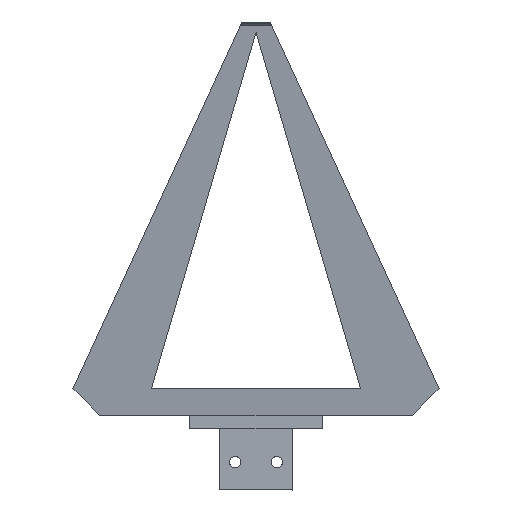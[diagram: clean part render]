
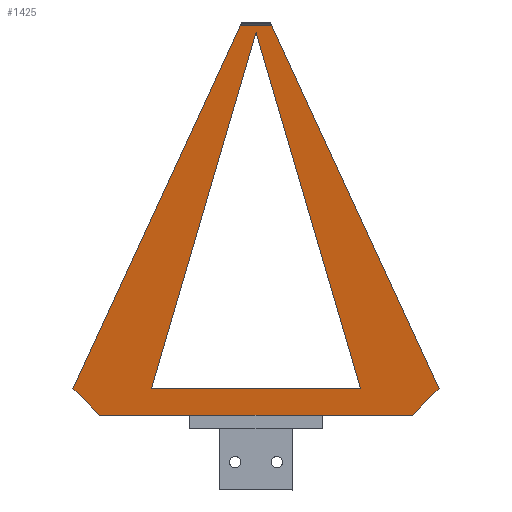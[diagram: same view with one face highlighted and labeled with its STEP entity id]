
A CAD part, front view. The second image highlights one B-rep face of the part: STEP entity #1425.
In plain terms, the highlighted planar face has unit normal (0, -0.994, -0.111).
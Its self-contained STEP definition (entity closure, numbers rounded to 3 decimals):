
#5 = CARTESIAN_POINT ( 'NONE',  ( 20.054, 32.39, -16.946 ) ) ;
#16 = CARTESIAN_POINT ( 'NONE',  ( 45., 29.6, 8. ) ) ;
#37 = DIRECTION ( 'NONE',  ( -1., 0., 0. ) ) ;
#61 = CARTESIAN_POINT ( 'NONE',  ( -4.461, 17.1, 119.75 ) ) ;
#65 = ORIENTED_EDGE ( 'NONE', *, *, #1278, .T. ) ;
#77 = CARTESIAN_POINT ( 'NONE',  ( 0., 17.324, 117.75 ) ) ;
#86 = FACE_BOUND ( 'NONE', #1080, .T. ) ;
#144 = VECTOR ( 'NONE', #1416, 1000. ) ;
#148 = VECTOR ( 'NONE', #417, 1000. ) ;
#158 = LINE ( 'NONE', #315, #1528 ) ;
#198 = LINE ( 'NONE', #1773, #603 ) ;
#204 = EDGE_CURVE ( 'NONE', #1846, #273, #407, .T. ) ;
#214 = CARTESIAN_POINT ( 'NONE',  ( -52.5, 29.6, 8. ) ) ;
#272 = CARTESIAN_POINT ( 'NONE',  ( 48.213, 27.72, 24.803 ) ) ;
#273 = VERTEX_POINT ( 'NONE', #1441 ) ;
#313 = VERTEX_POINT ( 'NONE', #420 ) ;
#315 = CARTESIAN_POINT ( 'NONE',  ( -52.5, 29.6, 8. ) ) ;
#340 = EDGE_CURVE ( 'NONE', #1643, #1444, #552, .T. ) ;
#382 = VECTOR ( 'NONE', #1598, 1000. ) ;
#383 = ORIENTED_EDGE ( 'NONE', *, *, #1107, .F. ) ;
#393 = ORIENTED_EDGE ( 'NONE', *, *, #971, .F. ) ;
#407 = LINE ( 'NONE', #967, #148 ) ;
#417 = DIRECTION ( 'NONE',  ( -1., 0., 0. ) ) ;
#420 = CARTESIAN_POINT ( 'NONE',  ( -52.5, 28.761, 15.5 ) ) ;
#430 = EDGE_CURVE ( 'NONE', #740, #273, #158, .T. ) ;
#442 = LINE ( 'NONE', #1612, #1552 ) ;
#497 = CARTESIAN_POINT ( 'NONE',  ( -20.054, 32.39, -16.946 ) ) ;
#506 = CARTESIAN_POINT ( 'NONE',  ( -30., 28.761, 15.5 ) ) ;
#523 = CARTESIAN_POINT ( 'NONE',  ( 4.461, 17.1, 119.75 ) ) ;
#530 = VECTOR ( 'NONE', #702, 1000. ) ;
#552 = LINE ( 'NONE', #690, #382 ) ;
#568 = AXIS2_PLACEMENT_3D ( 'NONE', #214, #804, #947 ) ;
#589 = CARTESIAN_POINT ( 'NONE',  ( -45., 29.6, 8. ) ) ;
#597 = DIRECTION ( 'NONE',  ( 1., 0., 0. ) ) ;
#603 = VECTOR ( 'NONE', #784, 1000. ) ;
#613 = VERTEX_POINT ( 'NONE', #523 ) ;
#637 = ORIENTED_EDGE ( 'NONE', *, *, #915, .T. ) ;
#645 = LINE ( 'NONE', #754, #758 ) ;
#658 = PLANE ( 'NONE',  #568 ) ;
#661 = LINE ( 'NONE', #497, #144 ) ;
#690 = CARTESIAN_POINT ( 'NONE',  ( 31.067, 29.168, 11.863 ) ) ;
#702 = DIRECTION ( 'NONE',  ( -0.705, 0.079, -0.705 ) ) ;
#713 = DIRECTION ( 'NONE',  ( -0.28, 0.107, -0.954 ) ) ;
#715 = DIRECTION ( 'NONE',  ( -0.416, -0.101, 0.904 ) ) ;
#740 = VERTEX_POINT ( 'NONE', #589 ) ;
#754 = CARTESIAN_POINT ( 'NONE',  ( 0., 28.761, 15.5 ) ) ;
#758 = VECTOR ( 'NONE', #37, 1000. ) ;
#767 = EDGE_CURVE ( 'NONE', #1181, #613, #1732, .T. ) ;
#775 = CARTESIAN_POINT ( 'NONE',  ( 52.5, 28.761, 15.5 ) ) ;
#783 = CARTESIAN_POINT ( 'NONE',  ( -52.5, 29.6, 8. ) ) ;
#784 = DIRECTION ( 'NONE',  ( 0.416, -0.101, 0.904 ) ) ;
#801 = ORIENTED_EDGE ( 'NONE', *, *, #907, .F. ) ;
#804 = DIRECTION ( 'NONE',  ( 0., 0.994, 0.111 ) ) ;
#806 = LINE ( 'NONE', #821, #1247 ) ;
#817 = FACE_OUTER_BOUND ( 'NONE', #1887, .T. ) ;
#821 = CARTESIAN_POINT ( 'NONE',  ( -52.5, 17.1, 119.75 ) ) ;
#838 = ORIENTED_EDGE ( 'NONE', *, *, #953, .F. ) ;
#847 = VECTOR ( 'NONE', #597, 1000. ) ;
#869 = LINE ( 'NONE', #5, #530 ) ;
#907 = EDGE_CURVE ( 'NONE', #313, #1655, #198, .T. ) ;
#908 = DIRECTION ( 'NONE',  ( 1., 0., 0. ) ) ;
#915 = EDGE_CURVE ( 'NONE', #1444, #1606, #645, .T. ) ;
#947 = DIRECTION ( 'NONE',  ( 0., -0.111, 0.994 ) ) ;
#953 = EDGE_CURVE ( 'NONE', #1655, #613, #806, .T. ) ;
#967 = CARTESIAN_POINT ( 'NONE',  ( 0., 29.6, 8. ) ) ;
#971 = EDGE_CURVE ( 'NONE', #740, #313, #661, .T. ) ;
#1080 = EDGE_LOOP ( 'NONE', ( #1870, #637, #383 ) ) ;
#1107 = EDGE_CURVE ( 'NONE', #1643, #1606, #442, .T. ) ;
#1130 = VECTOR ( 'NONE', #715, 1000. ) ;
#1142 = ORIENTED_EDGE ( 'NONE', *, *, #767, .T. ) ;
#1181 = VERTEX_POINT ( 'NONE', #775 ) ;
#1182 = CARTESIAN_POINT ( 'NONE',  ( 19.05, 29.6, 8. ) ) ;
#1247 = VECTOR ( 'NONE', #1674, 1000. ) ;
#1278 = EDGE_CURVE ( 'NONE', #1846, #1605, #1497, .T. ) ;
#1387 = CARTESIAN_POINT ( 'NONE',  ( 30., 28.761, 15.5 ) ) ;
#1416 = DIRECTION ( 'NONE',  ( -0.705, -0.079, 0.705 ) ) ;
#1425 = ADVANCED_FACE ( 'NONE', ( #86, #817 ), #658, .F. ) ;
#1441 = CARTESIAN_POINT ( 'NONE',  ( -19.05, 29.6, 8. ) ) ;
#1444 = VERTEX_POINT ( 'NONE', #1387 ) ;
#1471 = EDGE_CURVE ( 'NONE', #1181, #1605, #869, .T. ) ;
#1491 = ORIENTED_EDGE ( 'NONE', *, *, #1471, .F. ) ;
#1497 = LINE ( 'NONE', #783, #847 ) ;
#1528 = VECTOR ( 'NONE', #908, 1000. ) ;
#1552 = VECTOR ( 'NONE', #713, 1000. ) ;
#1598 = DIRECTION ( 'NONE',  ( 0.28, 0.107, -0.954 ) ) ;
#1605 = VERTEX_POINT ( 'NONE', #16 ) ;
#1606 = VERTEX_POINT ( 'NONE', #506 ) ;
#1612 = CARTESIAN_POINT ( 'NONE',  ( -31.067, 29.168, 11.863 ) ) ;
#1643 = VERTEX_POINT ( 'NONE', #77 ) ;
#1655 = VERTEX_POINT ( 'NONE', #61 ) ;
#1669 = ORIENTED_EDGE ( 'NONE', *, *, #430, .T. ) ;
#1674 = DIRECTION ( 'NONE',  ( 1., 0., 0. ) ) ;
#1732 = LINE ( 'NONE', #272, #1130 ) ;
#1773 = CARTESIAN_POINT ( 'NONE',  ( -48.213, 27.72, 24.803 ) ) ;
#1784 = ORIENTED_EDGE ( 'NONE', *, *, #204, .F. ) ;
#1846 = VERTEX_POINT ( 'NONE', #1182 ) ;
#1870 = ORIENTED_EDGE ( 'NONE', *, *, #340, .T. ) ;
#1887 = EDGE_LOOP ( 'NONE', ( #393, #1669, #1784, #65, #1491, #1142, #838, #801 ) ) ;
